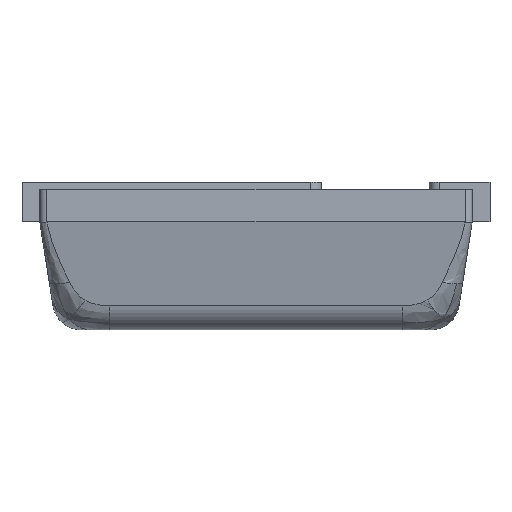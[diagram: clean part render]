
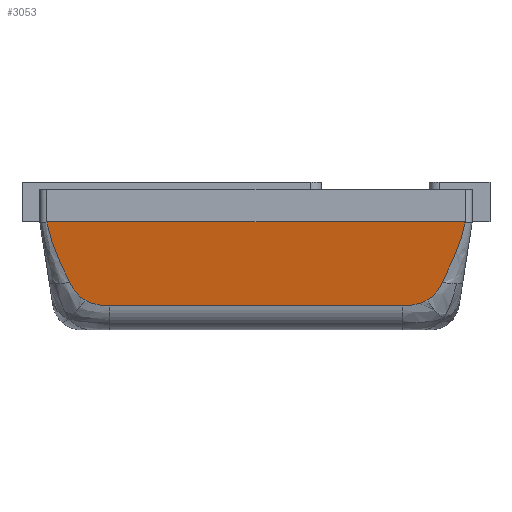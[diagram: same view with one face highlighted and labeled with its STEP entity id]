
A CAD part, front view. The second image highlights one B-rep face of the part: STEP entity #3053.
In plain terms, the highlighted planar face has unit normal (0, -0.988, -0.156).
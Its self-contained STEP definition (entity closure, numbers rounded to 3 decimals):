
#49 = CARTESIAN_POINT ( 'NONE',  ( 1.408, -1.49, -0.499 ) ) ;
#92 = CARTESIAN_POINT ( 'NONE',  ( 1.207, -1.438, -0.83 ) ) ;
#172 = B_SPLINE_CURVE_WITH_KNOTS ( 'NONE', 3,
 ( #831, #1492, #2866, #4275, #4363, #8045 ),
 .UNSPECIFIED., .F., .F.,
 ( 4, 1, 1, 4 ),
 ( 0., 0.333, 0.667, 1. ),
 .UNSPECIFIED. ) ;
#183 = CARTESIAN_POINT ( 'NONE',  ( 1.314, -1.457, -0.707 ) ) ;
#252 = B_SPLINE_CURVE_WITH_KNOTS ( 'NONE', 3,
 ( #3226, #3749, #929, #1766 ),
 .UNSPECIFIED., .F., .F.,
 ( 4, 4 ),
 ( 0., 1. ),
 .UNSPECIFIED. ) ;
#472 = ORIENTED_EDGE ( 'NONE', *, *, #2005, .T. ) ;
#555 = B_SPLINE_CURVE_WITH_KNOTS ( 'NONE', 3,
 ( #1516, #3673, #7394, #3624, #2265, #49, #899, #3765, #6681, #8832, #8163, #947, #8073 ),
 .UNSPECIFIED., .F., .F.,
 ( 4, 1, 1, 1, 1, 1, 2, 2, 4 ),
 ( 0., 0.25, 0.375, 0.437, 0.469, 0.484, 0.492, 0.5, 1. ),
 .UNSPECIFIED. ) ;
#654 = CARTESIAN_POINT ( 'NONE',  ( -1.399, -1.487, -0.521 ) ) ;
#671 = CARTESIAN_POINT ( 'NONE',  ( -0.763, -1.431, -0.871 ) ) ;
#699 = CARTESIAN_POINT ( 'NONE',  ( -1.382, -1.481, -0.559 ) ) ;
#788 = CARTESIAN_POINT ( 'NONE',  ( -1.458, -1.512, -0.361 ) ) ;
#822 = CARTESIAN_POINT ( 'NONE',  ( 1.314, -1.457, -0.707 ) ) ;
#828 = EDGE_CURVE ( 'NONE', #3925, #1029, #9239, .T. ) ;
#831 = CARTESIAN_POINT ( 'NONE',  ( -1.034, -1.431, -0.871 ) ) ;
#899 = CARTESIAN_POINT ( 'NONE',  ( 1.409, -1.491, -0.497 ) ) ;
#929 = CARTESIAN_POINT ( 'NONE',  ( -1.254, -1.442, -0.802 ) ) ;
#935 = EDGE_CURVE ( 'NONE', #8366, #3925, #555, .T. ) ;
#947 = CARTESIAN_POINT ( 'NONE',  ( 1.464, -1.515, -0.344 ) ) ;
#966 = ORIENTED_EDGE ( 'NONE', *, *, #7198, .T. ) ;
#1019 = CARTESIAN_POINT ( 'NONE',  ( -1.314, -1.457, -0.707 ) ) ;
#1029 = VERTEX_POINT ( 'NONE', #6094 ) ;
#1220 = ORIENTED_EDGE ( 'NONE', *, *, #2486, .F. ) ;
#1251 = CARTESIAN_POINT ( 'NONE',  ( -1.207, -1.438, -0.83 ) ) ;
#1492 = CARTESIAN_POINT ( 'NONE',  ( -1.057, -1.431, -0.871 ) ) ;
#1516 = CARTESIAN_POINT ( 'NONE',  ( 1.314, -1.457, -0.707 ) ) ;
#1738 = CARTESIAN_POINT ( 'NONE',  ( 1.254, -1.442, -0.802 ) ) ;
#1766 = CARTESIAN_POINT ( 'NONE',  ( -1.207, -1.438, -0.83 ) ) ;
#1932 = DIRECTION ( 'NONE',  ( 0., 0.156, -0.988 ) ) ;
#2005 = EDGE_CURVE ( 'NONE', #5131, #8366, #8231, .T. ) ;
#2124 = CARTESIAN_POINT ( 'NONE',  ( 1.475, -1.525, -0.28 ) ) ;
#2131 = CARTESIAN_POINT ( 'NONE',  ( 1.102, -1.431, -0.871 ) ) ;
#2265 = CARTESIAN_POINT ( 'NONE',  ( 1.406, -1.49, -0.504 ) ) ;
#2447 = ORIENTED_EDGE ( 'NONE', *, *, #828, .T. ) ;
#2486 = EDGE_CURVE ( 'NONE', #8358, #5486, #172, .T. ) ;
#2630 = ORIENTED_EDGE ( 'NONE', *, *, #2984, .F. ) ;
#2722 = CARTESIAN_POINT ( 'NONE',  ( -1.525, -1.525, -0.28 ) ) ;
#2799 = DIRECTION ( 'NONE',  ( -1., 0., 0. ) ) ;
#2866 = CARTESIAN_POINT ( 'NONE',  ( -1.1, -1.432, -0.868 ) ) ;
#2872 = CARTESIAN_POINT ( 'NONE',  ( -1.475, -1.525, -0.28 ) ) ;
#2984 = EDGE_CURVE ( 'NONE', #7250, #8358, #7295, .T. ) ;
#3053 = ADVANCED_FACE ( 'NONE', ( #9164 ), #7744, .T. ) ;
#3226 = CARTESIAN_POINT ( 'NONE',  ( -1.314, -1.457, -0.707 ) ) ;
#3465 = CARTESIAN_POINT ( 'NONE',  ( -1.411, -1.491, -0.492 ) ) ;
#3605 = CARTESIAN_POINT ( 'NONE',  ( 1.034, -1.431, -0.871 ) ) ;
#3620 = B_SPLINE_CURVE_WITH_KNOTS ( 'NONE', 3,
 ( #5816, #2131, #7944, #92 ),
 .UNSPECIFIED., .F., .F.,
 ( 4, 4 ),
 ( 0., 1. ),
 .UNSPECIFIED. ) ;
#3624 = CARTESIAN_POINT ( 'NONE',  ( 1.399, -1.487, -0.519 ) ) ;
#3673 = CARTESIAN_POINT ( 'NONE',  ( 1.344, -1.468, -0.642 ) ) ;
#3749 = CARTESIAN_POINT ( 'NONE',  ( -1.289, -1.449, -0.761 ) ) ;
#3765 = CARTESIAN_POINT ( 'NONE',  ( 1.409, -1.491, -0.496 ) ) ;
#3925 = VERTEX_POINT ( 'NONE', #2124 ) ;
#4068 = DIRECTION ( 'NONE',  ( -1., 0., 0. ) ) ;
#4275 = CARTESIAN_POINT ( 'NONE',  ( -1.158, -1.434, -0.855 ) ) ;
#4324 = CARTESIAN_POINT ( 'NONE',  ( -1.424, -1.496, -0.46 ) ) ;
#4363 = CARTESIAN_POINT ( 'NONE',  ( -1.191, -1.436, -0.839 ) ) ;
#4432 = EDGE_CURVE ( 'NONE', #7485, #5486, #252, .T. ) ;
#4717 = DIRECTION ( 'NONE',  ( 0., -0.988, -0.156 ) ) ;
#4819 = ORIENTED_EDGE ( 'NONE', *, *, #935, .T. ) ;
#5131 = VERTEX_POINT ( 'NONE', #8096 ) ;
#5195 = CARTESIAN_POINT ( 'NONE',  ( 1.289, -1.449, -0.761 ) ) ;
#5332 = AXIS2_PLACEMENT_3D ( 'NONE', #7066, #4717, #1932 ) ;
#5486 = VERTEX_POINT ( 'NONE', #1251 ) ;
#5816 = CARTESIAN_POINT ( 'NONE',  ( 1.034, -1.431, -0.871 ) ) ;
#6053 = ORIENTED_EDGE ( 'NONE', *, *, #4432, .T. ) ;
#6094 = CARTESIAN_POINT ( 'NONE',  ( -1.475, -1.525, -0.28 ) ) ;
#6210 = VECTOR ( 'NONE', #4068, 1000. ) ;
#6522 = CARTESIAN_POINT ( 'NONE',  ( -1.436, -1.502, -0.426 ) ) ;
#6571 = CARTESIAN_POINT ( 'NONE',  ( -1.349, -1.469, -0.633 ) ) ;
#6681 = CARTESIAN_POINT ( 'NONE',  ( 1.409, -1.491, -0.496 ) ) ;
#6830 = B_SPLINE_CURVE_WITH_KNOTS ( 'NONE', 3,
 ( #2872, #7191, #788, #6522, #4324, #7925, #8637, #3465, #654, #699, #6571, #7144, #7831 ),
 .UNSPECIFIED., .F., .F.,
 ( 4, 1, 1, 1, 2, 2, 2, 4 ),
 ( 0., 0.25, 0.375, 0.438, 0.469, 0.5, 0.75, 1. ),
 .UNSPECIFIED. ) ;
#6994 = EDGE_LOOP ( 'NONE', ( #472, #4819, #2447, #966, #6053, #1220, #2630, #8287 ) ) ;
#7066 = CARTESIAN_POINT ( 'NONE',  ( -1.525, -1.525, -0.28 ) ) ;
#7144 = CARTESIAN_POINT ( 'NONE',  ( -1.332, -1.463, -0.67 ) ) ;
#7191 = CARTESIAN_POINT ( 'NONE',  ( -1.47, -1.52, -0.311 ) ) ;
#7198 = EDGE_CURVE ( 'NONE', #1029, #7485, #6830, .T. ) ;
#7250 = VERTEX_POINT ( 'NONE', #3605 ) ;
#7295 = LINE ( 'NONE', #671, #8842 ) ;
#7394 = CARTESIAN_POINT ( 'NONE',  ( 1.377, -1.479, -0.567 ) ) ;
#7485 = VERTEX_POINT ( 'NONE', #1019 ) ;
#7744 = PLANE ( 'NONE',  #5332 ) ;
#7831 = CARTESIAN_POINT ( 'NONE',  ( -1.314, -1.457, -0.707 ) ) ;
#7925 = CARTESIAN_POINT ( 'NONE',  ( -1.418, -1.494, -0.475 ) ) ;
#7944 = CARTESIAN_POINT ( 'NONE',  ( 1.16, -1.434, -0.858 ) ) ;
#8045 = CARTESIAN_POINT ( 'NONE',  ( -1.207, -1.438, -0.83 ) ) ;
#8073 = CARTESIAN_POINT ( 'NONE',  ( 1.475, -1.525, -0.28 ) ) ;
#8096 = CARTESIAN_POINT ( 'NONE',  ( 1.207, -1.438, -0.83 ) ) ;
#8163 = CARTESIAN_POINT ( 'NONE',  ( 1.443, -1.503, -0.416 ) ) ;
#8231 = B_SPLINE_CURVE_WITH_KNOTS ( 'NONE', 3,
 ( #9189, #1738, #5195, #183 ),
 .UNSPECIFIED., .F., .F.,
 ( 4, 4 ),
 ( 0., 1. ),
 .UNSPECIFIED. ) ;
#8287 = ORIENTED_EDGE ( 'NONE', *, *, #8829, .T. ) ;
#8358 = VERTEX_POINT ( 'NONE', #8714 ) ;
#8366 = VERTEX_POINT ( 'NONE', #822 ) ;
#8637 = CARTESIAN_POINT ( 'NONE',  ( -1.414, -1.492, -0.485 ) ) ;
#8714 = CARTESIAN_POINT ( 'NONE',  ( -1.034, -1.431, -0.871 ) ) ;
#8829 = EDGE_CURVE ( 'NONE', #7250, #5131, #3620, .T. ) ;
#8832 = CARTESIAN_POINT ( 'NONE',  ( 1.409, -1.491, -0.497 ) ) ;
#8842 = VECTOR ( 'NONE', #2799, 1000. ) ;
#9164 = FACE_OUTER_BOUND ( 'NONE', #6994, .T. ) ;
#9189 = CARTESIAN_POINT ( 'NONE',  ( 1.207, -1.438, -0.83 ) ) ;
#9239 = LINE ( 'NONE', #2722, #6210 ) ;
